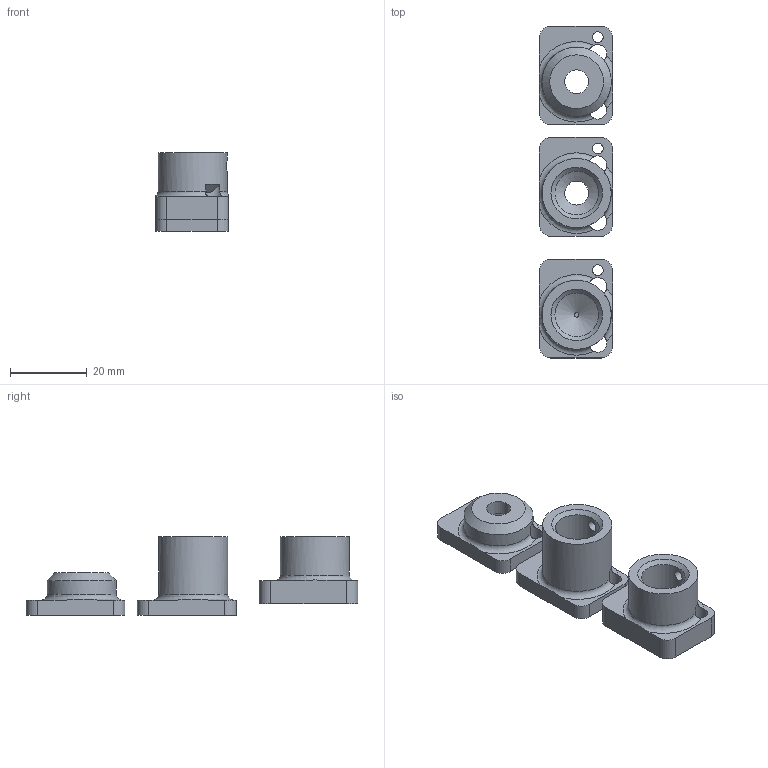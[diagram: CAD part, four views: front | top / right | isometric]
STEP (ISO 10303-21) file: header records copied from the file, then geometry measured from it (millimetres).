
FILE_DESCRIPTION(/* description */ (''),/* implementation_level */ '2;1');
FILE_NAME(/* name */ 'NozzleADXL_v14.step',/* time_stamp */ '2022-11-06T14:48:36-05:00',/* author */ (''),/* organization */ (''),/* preprocessor_version */ 'ST-DEVELOPER v19.2',/* originating_system */ 'Autodesk Translation Framework v11.17.0.187',/* authorisation */ '');
FILE_SCHEMA (('AUTOMOTIVE_DESIGN { 1 0 10303 214 3 1 1 }'));
Length unit declared in the file: millimetre
Products named in the file (5): RapidoADXL_v14; RapidoADXL_v14_1; Rapido Friction/Clamp Fit Mount; Rapido Nozzle Thread Mount; Universal Thread Mount
Assembly tree (4 placements, depth 3):
  RapidoADXL_v14
    RapidoADXL_v14_1
      Rapido Friction/Clamp Fit Mount
      Rapido Nozzle Thread Mount
      Universal Thread Mount
Bounding box: 19.05 x 86.45 x 20.5 mm (x, y, z)
Volume: 10573.7 mm3; surface area: 7653.6 mm2
Topology: 3 solids, 3 shells, 107 faces, 312 edges, 202 vertices
Faces by surface type: plane 42, cylinder 36, cone 21, torus 6, bspline 2
Full cylindrical faces by diameter (mm): 2.7 x2, 2.8 x3, 4.7 x6, 6.2 x2, 10.5 x2, 11.4 x2, 18 x3
Entity records: 4625 total; most frequent: CARTESIAN_POINT 1601, ORIENTED_EDGE 624, DIRECTION 611, EDGE_CURVE 312, AXIS2_PLACEMENT_3D 230, VERTEX_POINT 202, LINE 151, VECTOR 151
